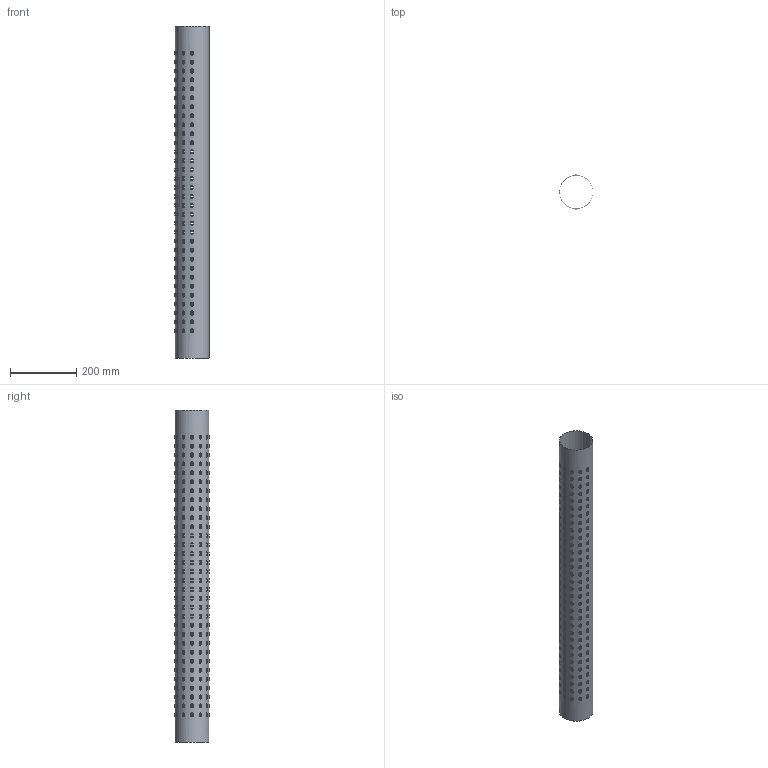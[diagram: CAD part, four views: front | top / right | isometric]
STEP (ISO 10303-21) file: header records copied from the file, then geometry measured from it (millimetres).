
FILE_DESCRIPTION(/* description */ ('Dysplåt'),/* implementation_level */ '2;1');
FILE_NAME(/* name */ 'MO50803.stp',/* time_stamp */ '2017-05-11T06:16:36-07:00',/* author */ ('CAD'),/* organization */ (''),/* preprocessor_version */ 'ST-DEVELOPER v16.5',/* originating_system */ 'Autodesk Inventor 2017',/* authorisation */ '');
FILE_SCHEMA (('AUTOMOTIVE_DESIGN { 1 0 10303 214 3 1 1 }'));
Products named in the file (1): P41-1-AA-01
Bounding box: 102.8 x 104.4 x 1000 mm (x, y, z)
Volume: 193259.7 mm3; surface area: 635513.6 mm2
Topology: 1 solids, 1 shells, 3814 faces, 8972 edges, 5384 vertices
Faces by surface type: bspline 2688, plane 900, cylinder 226
Full cylindrical faces by diameter (mm): 100 x1, 101.2 x1
Entity records: 210160 total; most frequent: CARTESIAN_POINT 139885, ORIENTED_EDGE 17944, EDGE_CURVE 8972, DIRECTION 6750, VERTEX_POINT 5384, LINE 4488, VECTOR 4488, EDGE_LOOP 4486
